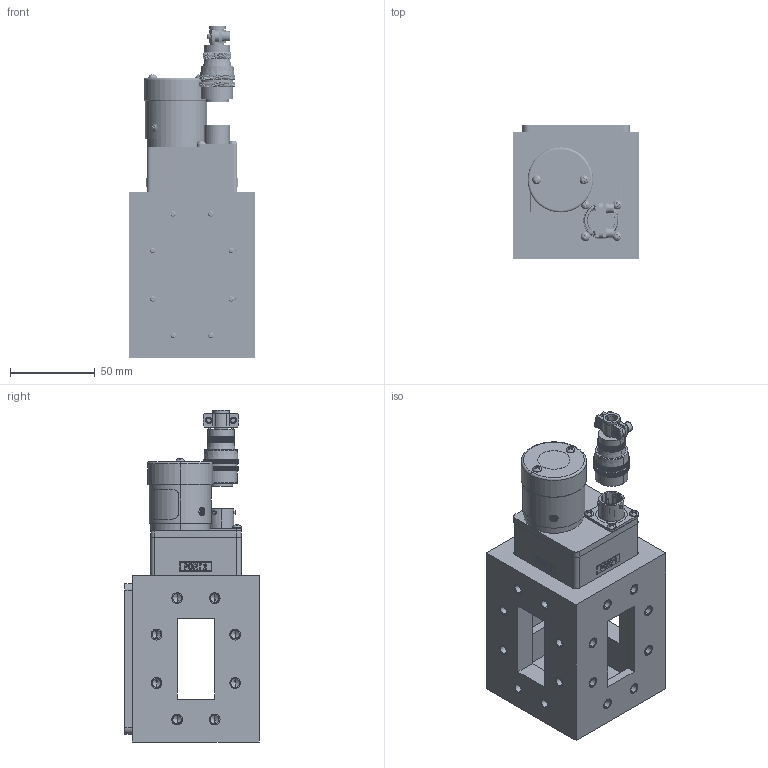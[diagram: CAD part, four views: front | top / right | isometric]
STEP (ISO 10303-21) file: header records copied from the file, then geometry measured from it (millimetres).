
FILE_DESCRIPTION (( 'STEP AP214' ), '1' );
FILE_NAME ('PEWGS6030 ¦ FMWGS6030.step', '2021-04-23T16:14:05', ( '' ), ( '' ), 'SwSTEP 2.0', 'SolidWorks 2020', '' );
FILE_SCHEMA (( 'AUTOMOTIVE_DESIGN' ));
Length unit declared in the file: inch
Products named in the file (1): PEWGS6030 ｦ FMWGS6030
Bounding box: 74.93 x 79.5 x 196.25 mm (x, y, z)
Volume: 376906.2 mm3; surface area: 99921.8 mm2
Topology: 11 solids, 12 shells, 8455 faces, 19459 edges, 11143 vertices
Faces by surface type: bspline 5535, cylinder 1868, plane 707, cone 283, torus 46, sphere 16
Entity records: 404186 total; most frequent: CARTESIAN_POINT 179201, ORIENTED_EDGE 38798, EDGE_CURVE 19399, DIRECTION 11669, VERTEX_POINT 11143, EDGE_LOOP 8668, ADVANCED_FACE 8455, FACE_OUTER_BOUND 8455
